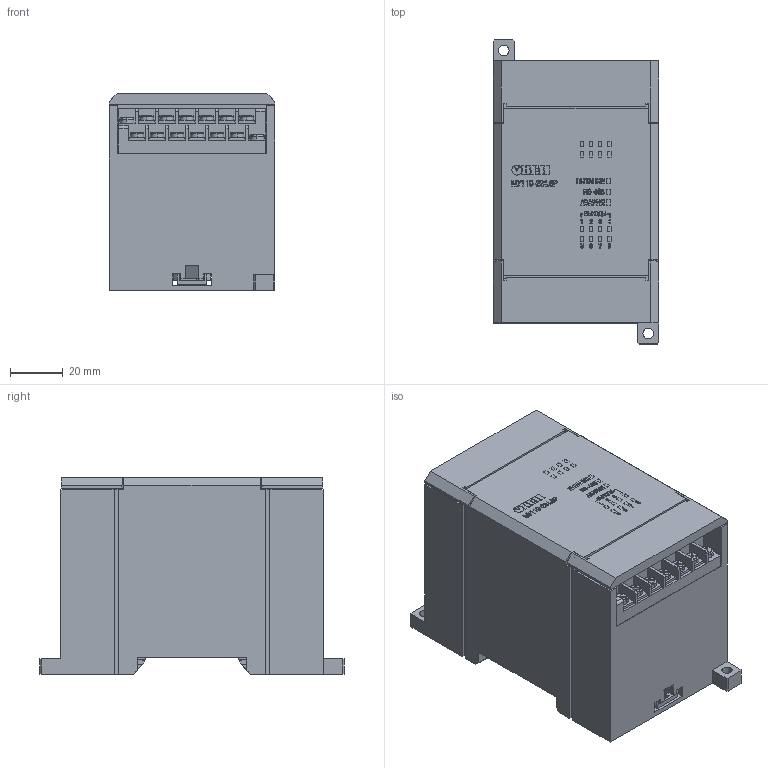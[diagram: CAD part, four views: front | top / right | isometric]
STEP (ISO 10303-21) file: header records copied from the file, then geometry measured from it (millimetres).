
FILE_DESCRIPTION (( 'STEP AP214' ), '1' );
FILE_NAME ('3D ìîäåëü ÌÓ110-224.8Ð [M01].STEP', '2021-07-26T13:33:50', ( '' ), ( '' ), 'SwSTEP 2.0', 'SolidWorks 2015', '' );
FILE_SCHEMA (( 'AUTOMOTIVE_DESIGN' ));
Length unit declared in the file: millimetre
Products named in the file (5): Ðîçåòêà ÌÕ-12 (Ì01); Çàùåëêà Din (M01); Êðûøêà Ìõ110 (Ì01); 扻豵鵨 忞110; 3D ìîäåëü ÌÓ110-224.8Ð [M01]
Assembly tree (7 placements, depth 2):
  3D ìîäåëü ÌÓ110-224.8Ð [M01]
    扻豵鵨 忞110
    Çàùåëêà Din (M01)  x2
    Ðîçåòêà ÌÕ-12 (Ì01)  x2
    Êðûøêà Ìõ110 (Ì01)  x2
Bounding box: 63 x 115.81 x 75 mm (x, y, z)
Volume: 429407.7 mm3; surface area: 64973 mm2
Topology: 35 solids, 35 shells, 2725 faces, 7842 edges, 5319 vertices
Faces by surface type: plane 2419, cylinder 158, torus 92, cone 52, bspline 4
Entity records: 94389 total; most frequent: CARTESIAN_POINT 13875, ORIENTED_EDGE 13056, DIRECTION 11184, EDGE_CURVE 6528, VECTOR 6004, LINE 6004, VERTEX_POINT 4449, AXIS2_PLACEMENT_3D 2590
